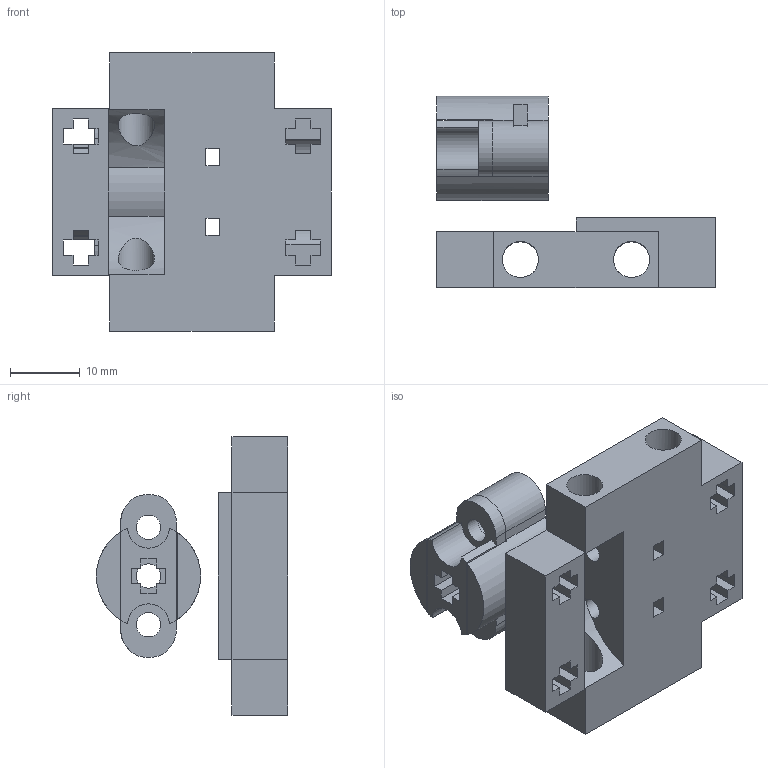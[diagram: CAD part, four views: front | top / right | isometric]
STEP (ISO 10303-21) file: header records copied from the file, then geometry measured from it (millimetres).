
FILE_DESCRIPTION(/* description */ (''),/* implementation_level */ '2;1');
FILE_NAME(/* name */ 'Servo mount.step',/* time_stamp */ '2024-09-18T08:22:40+02:00',/* author */ (''),/* organization */ (''),/* preprocessor_version */ 'ST-DEVELOPER v20',/* originating_system */ 'Autodesk Translation Framework v13.14.0.145',/* authorisation */ '');
FILE_SCHEMA (('AUTOMOTIVE_DESIGN { 1 0 10303 214 3 1 1 }'));
Length unit declared in the file: millimetre
Products named in the file (2): Car-FlawFactory; Servo mount
Assembly tree (1 placements, depth 2):
  Car-FlawFactory
    Servo mount
Bounding box: 40 x 27.5 x 40 mm (x, y, z)
Volume: 9902.2 mm3; surface area: 8976.8 mm2
Topology: 3 solids, 3 shells, 197 faces, 584 edges, 385 vertices
Faces by surface type: plane 161, cylinder 36
Full cylindrical faces by diameter (mm): 3 x4, 3.5 x7, 5.2 x3, 5.9 x1, 6 x3
Entity records: 6810 total; most frequent: CARTESIAN_POINT 1273, ORIENTED_EDGE 1172, DIRECTION 1097, EDGE_CURVE 586, LINE 463, VECTOR 463, VERTEX_POINT 385, AXIS2_PLACEMENT_3D 317
